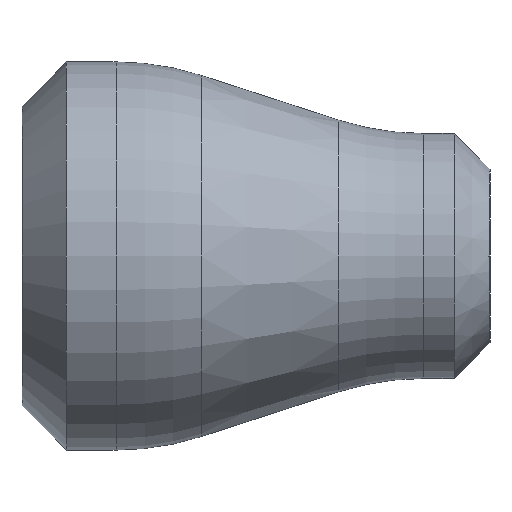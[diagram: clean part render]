
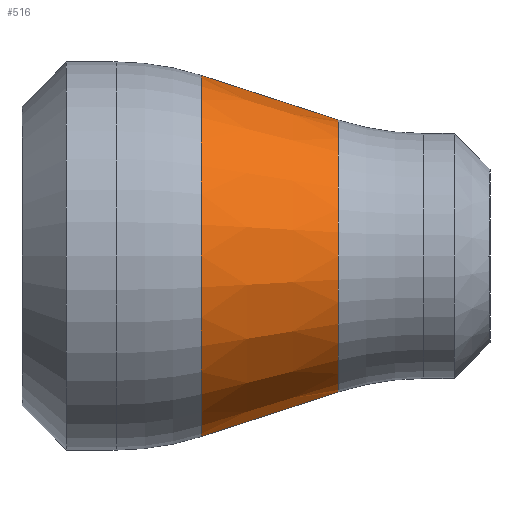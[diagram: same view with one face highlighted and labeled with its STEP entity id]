
A CAD part, front view. The second image highlights one B-rep face of the part: STEP entity #516.
In plain terms, the highlighted conical face has half-angle 18.004 degrees and reference radius 14.819 mm.
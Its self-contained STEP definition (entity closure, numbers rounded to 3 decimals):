
#20 = CARTESIAN_POINT ( 'NONE',  ( 19.52, 0., 19.681 ) ) ;
#33 = VERTEX_POINT ( 'NONE', #278 ) ;
#59 = CARTESIAN_POINT ( 'NONE',  ( 34.48, 0., 0. ) ) ;
#63 = ORIENTED_EDGE ( 'NONE', *, *, #703, .F. ) ;
#76 = CIRCLE ( 'NONE', #565, 19.681 ) ;
#86 = CARTESIAN_POINT ( 'NONE',  ( 19.52, 0., -19.681 ) ) ;
#98 = CARTESIAN_POINT ( 'NONE',  ( 34.48, 0., -14.819 ) ) ;
#103 = DIRECTION ( 'NONE',  ( -1., 0., 0. ) ) ;
#111 = CONICAL_SURFACE ( 'NONE', #641, 14.819, 0.314 ) ;
#135 = EDGE_CURVE ( 'NONE', #33, #478, #150, .T. ) ;
#141 = EDGE_CURVE ( 'NONE', #246, #396, #629, .T. ) ;
#150 = LINE ( 'NONE', #283, #299 ) ;
#246 = VERTEX_POINT ( 'NONE', #295 ) ;
#275 = DIRECTION ( 'NONE',  ( 0., 0., 1. ) ) ;
#278 = CARTESIAN_POINT ( 'NONE',  ( 34.48, 0., 14.819 ) ) ;
#283 = CARTESIAN_POINT ( 'NONE',  ( 34.48, 0., 14.819 ) ) ;
#291 = DIRECTION ( 'NONE',  ( -1., 0., 0. ) ) ;
#295 = CARTESIAN_POINT ( 'NONE',  ( 34.48, 0., -14.819 ) ) ;
#299 = VECTOR ( 'NONE', #524, 1000. ) ;
#335 = DIRECTION ( 'NONE',  ( -0.951, 0., -0.309 ) ) ;
#349 = FACE_OUTER_BOUND ( 'NONE', #727, .T. ) ;
#396 = VERTEX_POINT ( 'NONE', #86 ) ;
#443 = ORIENTED_EDGE ( 'NONE', *, *, #141, .F. ) ;
#462 = CIRCLE ( 'NONE', #512, 14.819 ) ;
#478 = VERTEX_POINT ( 'NONE', #20 ) ;
#512 = AXIS2_PLACEMENT_3D ( 'NONE', #585, #103, #275 ) ;
#516 = ADVANCED_FACE ( 'NONE', ( #349 ), #111, .T. ) ;
#522 = DIRECTION ( 'NONE',  ( 0., 0., 1. ) ) ;
#524 = DIRECTION ( 'NONE',  ( -0.951, 0., 0.309 ) ) ;
#565 = AXIS2_PLACEMENT_3D ( 'NONE', #744, #684, #522 ) ;
#576 = ORIENTED_EDGE ( 'NONE', *, *, #135, .T. ) ;
#585 = CARTESIAN_POINT ( 'NONE',  ( 34.48, 0., 0. ) ) ;
#629 = LINE ( 'NONE', #98, #724 ) ;
#641 = AXIS2_PLACEMENT_3D ( 'NONE', #59, #291, #731 ) ;
#684 = DIRECTION ( 'NONE',  ( -1., 0., 0. ) ) ;
#698 = EDGE_CURVE ( 'NONE', #246, #33, #462, .T. ) ;
#703 = EDGE_CURVE ( 'NONE', #396, #478, #76, .T. ) ;
#714 = ORIENTED_EDGE ( 'NONE', *, *, #698, .T. ) ;
#724 = VECTOR ( 'NONE', #335, 1000. ) ;
#727 = EDGE_LOOP ( 'NONE', ( #443, #714, #576, #63 ) ) ;
#731 = DIRECTION ( 'NONE',  ( 0., 0., 1. ) ) ;
#744 = CARTESIAN_POINT ( 'NONE',  ( 19.52, 0., 0. ) ) ;
